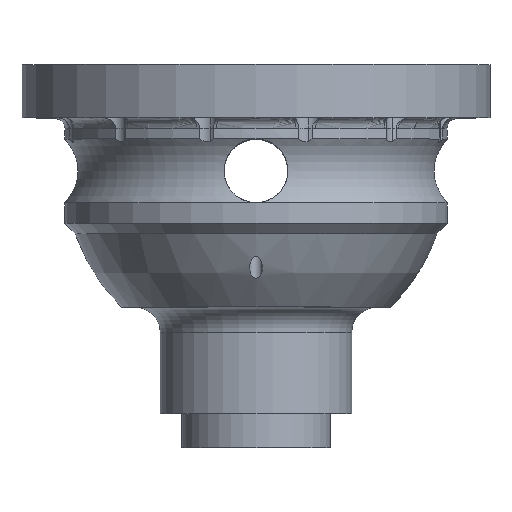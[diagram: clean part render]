
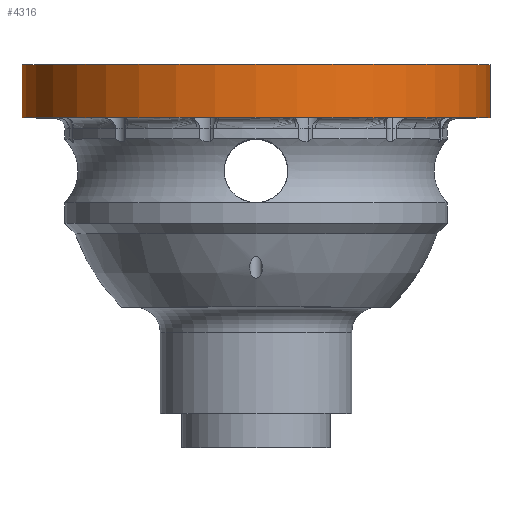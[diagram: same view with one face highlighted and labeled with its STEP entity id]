
A CAD part, top view. The second image highlights one B-rep face of the part: STEP entity #4316.
In plain terms, the highlighted cylindrical face has radius 110 mm (diameter 220 mm), a partial arc.
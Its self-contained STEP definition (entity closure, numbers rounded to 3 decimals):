
#253=CARTESIAN_POINT('',(0.,50.,0.));
#254=DIRECTION('',(0.,-1.,0.));
#255=DIRECTION('',(1.,0.,0.));
#256=AXIS2_PLACEMENT_3D('',#253,#254,#255);
#533=DIRECTION('',(0.,1.,0.));
#534=VECTOR('',#533,25.);
#535=CARTESIAN_POINT('',(110.,25.,0.));
#536=LINE('',#535,#534);
#540=DIRECTION('',(0.,1.,0.));
#541=VECTOR('',#540,25.);
#542=CARTESIAN_POINT('',(-110.,25.,0.));
#543=LINE('',#542,#541);
#555=CARTESIAN_POINT('',(0.,25.,0.));
#556=DIRECTION('',(0.,-1.,0.));
#557=DIRECTION('',(1.,0.,0.));
#558=AXIS2_PLACEMENT_3D('',#555,#556,#557);
#3526=CARTESIAN_POINT('',(110.,25.,0.));
#3527=CARTESIAN_POINT('',(110.,50.,0.));
#3528=VERTEX_POINT('',#3526);
#3529=VERTEX_POINT('',#3527);
#3538=CARTESIAN_POINT('',(-110.,25.,0.));
#3539=CARTESIAN_POINT('',(-110.,50.,0.));
#3540=VERTEX_POINT('',#3538);
#3541=VERTEX_POINT('',#3539);
#4304=CARTESIAN_POINT('',(0.,59.,0.));
#4305=DIRECTION('',(0.,-1.,0.));
#4306=DIRECTION('',(-1.,0.,0.));
#4307=AXIS2_PLACEMENT_3D('',#4304,#4305,#4306);
#4308=CYLINDRICAL_SURFACE('',#4307,110.);
#4309=ORIENTED_EDGE('',*,*,#4282,.F.);
#4311=ORIENTED_EDGE('',*,*,#4310,.T.);
#4312=ORIENTED_EDGE('',*,*,#4285,.T.);
#4313=ORIENTED_EDGE('',*,*,#4171,.F.);
#4314=EDGE_LOOP('',(#4309,#4311,#4312,#4313));
#4315=FACE_OUTER_BOUND('',#4314,.F.);
#257=CIRCLE('',#256,110.);
#559=CIRCLE('',#558,110.);
#4171=EDGE_CURVE('',#3529,#3541,#257,.T.);
#4282=EDGE_CURVE('',#3528,#3529,#536,.T.);
#4285=EDGE_CURVE('',#3540,#3541,#543,.T.);
#4310=EDGE_CURVE('',#3528,#3540,#559,.T.);
#4316=ADVANCED_FACE('',(#4315),#4308,.T.);
